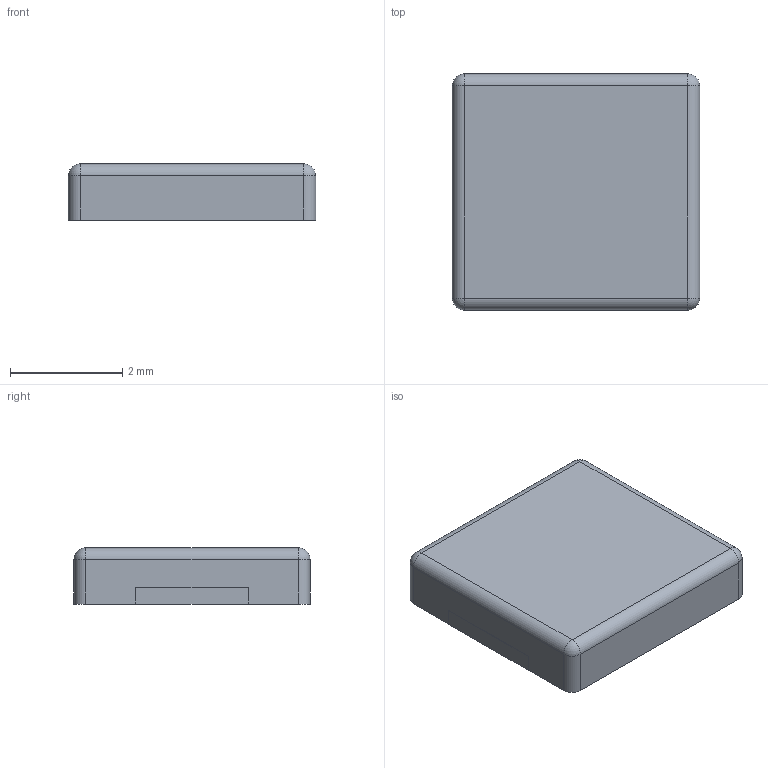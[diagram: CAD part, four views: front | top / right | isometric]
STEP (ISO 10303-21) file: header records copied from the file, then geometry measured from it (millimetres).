
FILE_DESCRIPTION(('Open CASCADE Model'),'2;1');
FILE_NAME('Open CASCADE Shape Model','2022-12-26T14:15:25',('Author'),( 'Open CASCADE'),'Open CASCADE STEP processor 7.6','Open CASCADE 7.6' ,'Unknown');
FILE_SCHEMA(('AUTOMOTIVE_DESIGN { 1 0 10303 214 1 1 1 1 }'));
Length unit declared in the file: millimetre
Products named in the file (7): CQ assembly; a6d3c428-8551-11ed-a139-00155d22e2d7; a6d3c428-8551-11ed-a139-00155d22e2d7_part; a6d3c57c-8551-11ed-a139-00155d22e2d7; a6d3c57c-8551-11ed-a139-00155d22e2d7_part; a6d3c608-8551-11ed-a139-00155d22e2d7; a6d3c608-8551-11ed-a139-00155d22e2d7_part
Assembly tree (6 placements, depth 4):
  CQ assembly
    a6d3c428-8551-11ed-a139-00155d22e2d7
      a6d3c428-8551-11ed-a139-00155d22e2d7_part
      a6d3c57c-8551-11ed-a139-00155d22e2d7
        a6d3c57c-8551-11ed-a139-00155d22e2d7_part
      a6d3c608-8551-11ed-a139-00155d22e2d7
        a6d3c608-8551-11ed-a139-00155d22e2d7_part
Bounding box: 4.41 x 4.2 x 1 mm (x, y, z)
Volume: 18.3 mm3; surface area: 63 mm2
Topology: 3 solids, 3 shells, 38 faces, 88 edges, 52 vertices
Faces by surface type: plane 26, cylinder 8, sphere 4
Entity records: 1167 total; most frequent: DIRECTION 190, CARTESIAN_POINT 181, ORIENTED_EDGE 168, EDGE_CURVE 84, LINE 68, VECTOR 68, AXIS2_PLACEMENT_3D 61, VERTEX_POINT 52
